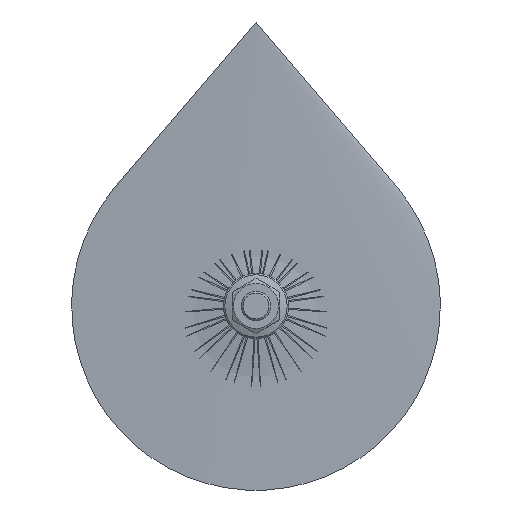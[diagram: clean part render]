
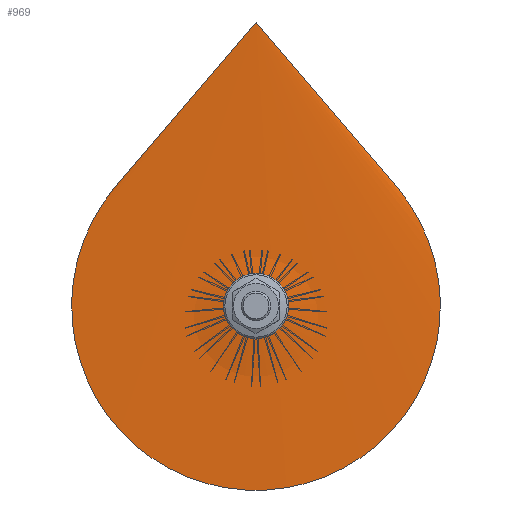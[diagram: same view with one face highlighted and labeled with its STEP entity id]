
A CAD part, left-side view. The second image highlights one B-rep face of the part: STEP entity #969.
In plain terms, the highlighted toroidal (fillet/blend) face has major radius 38.538 mm and minor radius 249.027 mm.
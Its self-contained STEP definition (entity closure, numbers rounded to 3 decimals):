
#372 = CIRCLE ( 'NONE', #493, 4.137 ) ;
#399 = FACE_OUTER_BOUND ( 'NONE', #893, .T. ) ;
#426 = TOROIDAL_SURFACE ( 'NONE', #1495, -38.538, 249.027 ) ;
#493 = AXIS2_PLACEMENT_3D ( 'NONE', #812, #2035, #1009 ) ;
#812 = CARTESIAN_POINT ( 'NONE',  ( 56.316, 0., 0.8 ) ) ;
#893 = EDGE_LOOP ( 'NONE', ( #1703 ) ) ;
#969 = ADVANCED_FACE ( 'NONE', ( #399 ), #426, .T. ) ;
#1009 = DIRECTION ( 'NONE',  ( 0., 0., 1. ) ) ;
#1023 = EDGE_CURVE ( 'NONE', #1508, #1508, #372, .T. ) ;
#1342 = CARTESIAN_POINT ( 'NONE',  ( 56.316, 0., 4.937 ) ) ;
#1495 = AXIS2_PLACEMENT_3D ( 'NONE', #2323, #1684, #1843 ) ;
#1508 = VERTEX_POINT ( 'NONE', #1342 ) ;
#1684 = DIRECTION ( 'NONE',  ( -1., 0., 0. ) ) ;
#1703 = ORIENTED_EDGE ( 'NONE', *, *, #1023, .F. ) ;
#1843 = DIRECTION ( 'NONE',  ( 0., 0., 1. ) ) ;
#2035 = DIRECTION ( 'NONE',  ( -1., 0., 0. ) ) ;
#2323 = CARTESIAN_POINT ( 'NONE',  ( -189.027, 0., 0.8 ) ) ;
